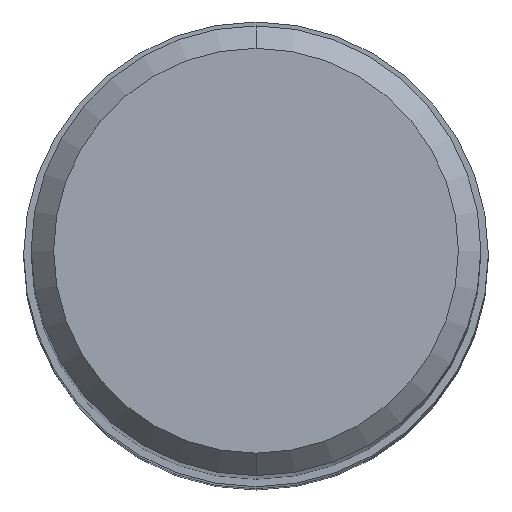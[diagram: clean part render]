
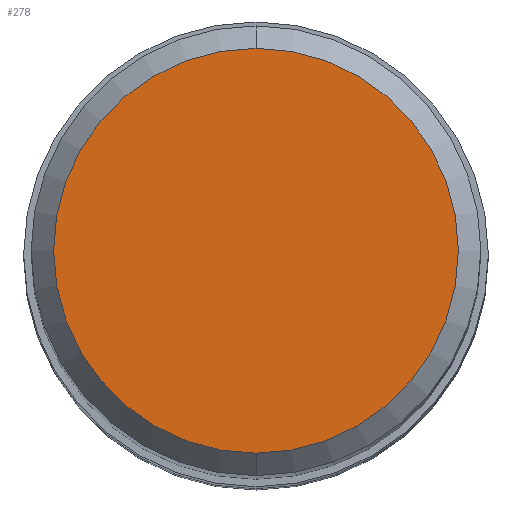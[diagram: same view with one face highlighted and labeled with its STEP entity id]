
A CAD part, top view. The second image highlights one B-rep face of the part: STEP entity #278.
In plain terms, the highlighted planar face has unit normal (0, 0, 1).
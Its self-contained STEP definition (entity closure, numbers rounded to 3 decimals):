
#204=EDGE_CURVE('',#324,#366,#508,.T.);
#278=ADVANCED_FACE('',(#591),#592,.T.);
#324=VERTEX_POINT('',#642);
#366=VERTEX_POINT('',#688);
#410=EDGE_CURVE('',#366,#324,#737,.T.);
#508=CIRCLE('',#907,5.4);
#591=FACE_OUTER_BOUND('',#1067,.T.);
#592=PLANE('',#1068);
#642=CARTESIAN_POINT('',(0.0,5.4,0.0));
#688=CARTESIAN_POINT('',(0.,-5.4,0.0));
#737=CIRCLE('',#1360,5.4);
#907=AXIS2_PLACEMENT_3D('',#1527,#1528,#1529);
#1067=EDGE_LOOP('',(#1639,#1640));
#1068=AXIS2_PLACEMENT_3D('',#1641,#1642,#1643);
#1360=AXIS2_PLACEMENT_3D('',#1781,#1782,#1783);
#1527=CARTESIAN_POINT('',(0.0,0.0,0.0));
#1528=DIRECTION('',(0.0,0.0,-1.0));
#1529=DIRECTION('',(0.0,1.0,0.0));
#1639=ORIENTED_EDGE('',*,*,#204,.F.);
#1640=ORIENTED_EDGE('',*,*,#410,.F.);
#1641=CARTESIAN_POINT('',(0.0,2.7,0.0));
#1642=DIRECTION('',(-0.0,0.0,1.0));
#1643=DIRECTION('',(0.0,-1.0,0.0));
#1781=CARTESIAN_POINT('',(0.0,0.0,0.0));
#1782=DIRECTION('',(0.0,0.0,-1.0));
#1783=DIRECTION('',(0.0,1.0,0.0));
